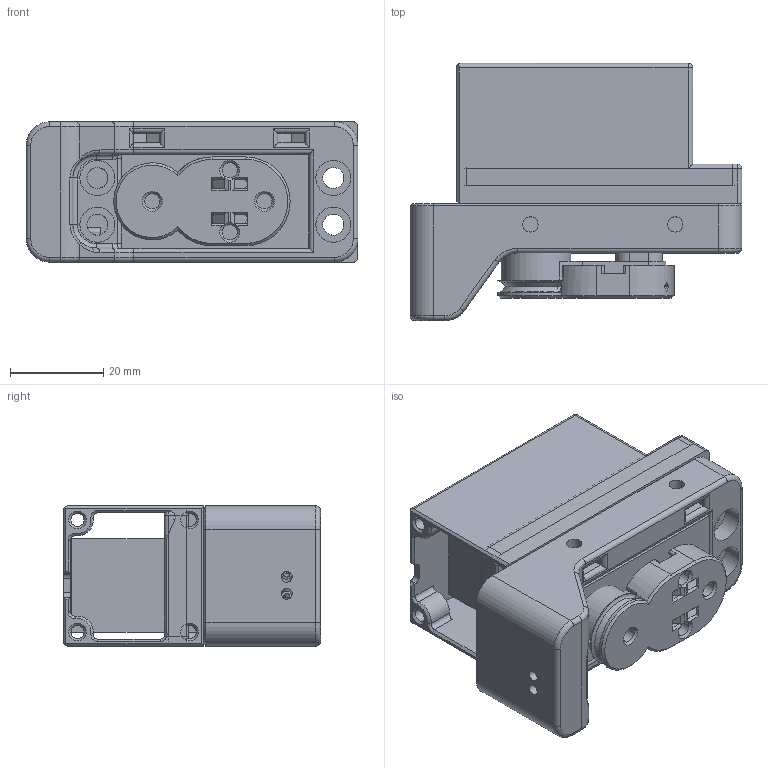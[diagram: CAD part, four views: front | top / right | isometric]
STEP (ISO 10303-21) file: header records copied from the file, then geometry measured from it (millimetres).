
FILE_DESCRIPTION(/* description */ (''),/* implementation_level */ '2;1');
FILE_NAME(/* name */ 'Remote Tilter 35kg Servo v31.step',/* time_stamp */ '2021-07-08T19:26:13-07:00',/* author */ (''),/* organization */ (''),/* preprocessor_version */ 'ST-DEVELOPER v18.1',/* originating_system */ 'Autodesk Translation Framework v10.9.0.1377',/* authorisation */ '');
FILE_SCHEMA (('AUTOMOTIVE_DESIGN { 1 0 10303 214 3 1 1 }'));
Length unit declared in the file: millimetre
Products named in the file (8): Remote Tilter 35kg Servo; 35kg Servo; Housing with Horn; Metal Horn; Servo Mount; 30mm Fan Mount; Fanless Nut Keeper; Horn Top Attachment
Assembly tree (7 placements, depth 3):
  Remote Tilter 35kg Servo
    35kg Servo
    Housing with Horn
      Metal Horn
      Servo Mount
      30mm Fan Mount
      Fanless Nut Keeper
      Horn Top Attachment
Bounding box: 71 x 55.03 x 30 mm (x, y, z)
Volume: 67159 mm3; surface area: 33761.1 mm2
Topology: 6 solids, 6 shells, 673 faces, 1781 edges, 1116 vertices
Faces by surface type: plane 389, cylinder 191, cone 57, torus 18, bspline 14, sphere 4
Full cylindrical faces by diameter (mm): 1.313 x2, 2.333 x2, 2.8 x4, 3.25 x13, 4.5 x12, 7.5 x4, 8.3 x1
Entity records: 21278 total; most frequent: CARTESIAN_POINT 4037, DIRECTION 3566, ORIENTED_EDGE 3562, EDGE_CURVE 1781, LINE 1248, VECTOR 1248, AXIS2_PLACEMENT_3D 1159, VERTEX_POINT 1116
